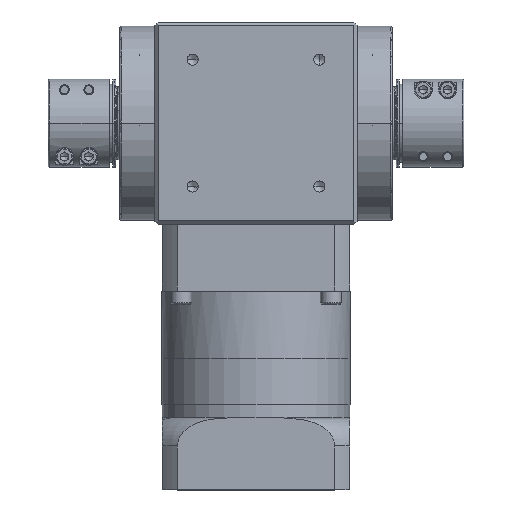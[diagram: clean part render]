
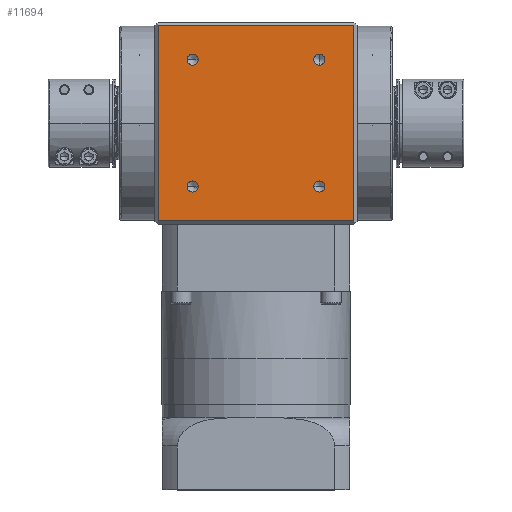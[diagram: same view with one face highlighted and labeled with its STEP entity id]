
A CAD part, top view. The second image highlights one B-rep face of the part: STEP entity #11694.
In plain terms, the highlighted planar face has unit normal (0, 0, 1).
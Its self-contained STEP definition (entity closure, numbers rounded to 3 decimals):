
#115 = ORIENTED_EDGE ( 'NONE', *, *, #33315, .F. ) ;
#223 = EDGE_LOOP ( 'NONE', ( #39041, #10533 ) ) ;
#363 = DIRECTION ( 'NONE',  ( -1., 0., 0. ) ) ;
#412 = CIRCLE ( 'NONE', #29430, 3.4 ) ;
#799 = LINE ( 'NONE', #28682, #8205 ) ;
#1247 = FACE_OUTER_BOUND ( 'NONE', #33997, .T. ) ;
#1251 = EDGE_LOOP ( 'NONE', ( #115, #2034 ) ) ;
#1284 = EDGE_LOOP ( 'NONE', ( #13192, #19365 ) ) ;
#1464 = EDGE_CURVE ( 'NONE', #35523, #20868, #6134, .T. ) ;
#2023 = LINE ( 'NONE', #10568, #33720 ) ;
#2034 = ORIENTED_EDGE ( 'NONE', *, *, #9526, .F. ) ;
#2530 = DIRECTION ( 'NONE',  ( 0., 0., 1. ) ) ;
#3086 = DIRECTION ( 'NONE',  ( 1., 0., 0. ) ) ;
#4091 = CARTESIAN_POINT ( 'NONE',  ( -38.891, 238.591, 62. ) ) ;
#4512 = DIRECTION ( 'NONE',  ( 0., 1., 0. ) ) ;
#4713 = ORIENTED_EDGE ( 'NONE', *, *, #17778, .F. ) ;
#6134 = CIRCLE ( 'NONE', #17346, 3.4 ) ;
#6227 = VERTEX_POINT ( 'NONE', #37965 ) ;
#6512 = AXIS2_PLACEMENT_3D ( 'NONE', #31605, #12671, #34814 ) ;
#6544 = VERTEX_POINT ( 'NONE', #26581 ) ;
#6739 = VERTEX_POINT ( 'NONE', #31111 ) ;
#7241 = CARTESIAN_POINT ( 'NONE',  ( -38.891, 235.191, 62. ) ) ;
#8155 = DIRECTION ( 'NONE',  ( 0., 0., 1. ) ) ;
#8205 = VECTOR ( 'NONE', #363, 1000. ) ;
#8635 = DIRECTION ( 'NONE',  ( 0., 0., 1. ) ) ;
#9526 = EDGE_CURVE ( 'NONE', #6544, #6227, #16293, .T. ) ;
#9567 = CARTESIAN_POINT ( 'NONE',  ( -38.891, 231.791, 62. ) ) ;
#9655 = FACE_BOUND ( 'NONE', #223, .T. ) ;
#9746 = AXIS2_PLACEMENT_3D ( 'NONE', #27098, #8155, #30275 ) ;
#10403 = DIRECTION ( 'NONE',  ( 0., -1., 0. ) ) ;
#10533 = ORIENTED_EDGE ( 'NONE', *, *, #38155, .F. ) ;
#10568 = CARTESIAN_POINT ( 'NONE',  ( 59.887, 0., 62. ) ) ;
#11409 = CARTESIAN_POINT ( 'NONE',  ( -38.891, 157.409, 62. ) ) ;
#11694 = ADVANCED_FACE ( 'NONE', ( #26493, #18085, #34923, #9655, #1247 ), #20516, .F. ) ;
#12148 = DIRECTION ( 'NONE',  ( 0., 0., 1. ) ) ;
#12455 = ORIENTED_EDGE ( 'NONE', *, *, #1464, .F. ) ;
#12671 = DIRECTION ( 'NONE',  ( 0., 0., 1. ) ) ;
#12885 = VERTEX_POINT ( 'NONE', #26074 ) ;
#13192 = ORIENTED_EDGE ( 'NONE', *, *, #14146, .F. ) ;
#14146 = EDGE_CURVE ( 'NONE', #6739, #16429, #22877, .T. ) ;
#14306 = DIRECTION ( 'NONE',  ( 0., 0., -1. ) ) ;
#14553 = EDGE_CURVE ( 'NONE', #16429, #6739, #32248, .T. ) ;
#14589 = DIRECTION ( 'NONE',  ( 0., 0., 1. ) ) ;
#14619 = DIRECTION ( 'NONE',  ( 0., -1., 0. ) ) ;
#15788 = LINE ( 'NONE', #22036, #23197 ) ;
#16146 = EDGE_CURVE ( 'NONE', #25783, #37176, #15788, .T. ) ;
#16293 = CIRCLE ( 'NONE', #39481, 3.4 ) ;
#16429 = VERTEX_POINT ( 'NONE', #24514 ) ;
#17346 = AXIS2_PLACEMENT_3D ( 'NONE', #7241, #29363, #10403 ) ;
#17774 = CIRCLE ( 'NONE', #39477, 3.4 ) ;
#17778 = EDGE_CURVE ( 'NONE', #38614, #12885, #799, .T. ) ;
#18085 = FACE_BOUND ( 'NONE', #1284, .T. ) ;
#18165 = ORIENTED_EDGE ( 'NONE', *, *, #16146, .F. ) ;
#19133 = VERTEX_POINT ( 'NONE', #20985 ) ;
#19365 = ORIENTED_EDGE ( 'NONE', *, *, #14553, .F. ) ;
#20516 = PLANE ( 'NONE',  #37194 ) ;
#20868 = VERTEX_POINT ( 'NONE', #4091 ) ;
#20985 = CARTESIAN_POINT ( 'NONE',  ( -38.891, 154.009, 62. ) ) ;
#21473 = CARTESIAN_POINT ( 'NONE',  ( 38.891, 157.409, 62. ) ) ;
#22036 = CARTESIAN_POINT ( 'NONE',  ( -75., 256.3, 62. ) ) ;
#22877 = CIRCLE ( 'NONE', #6512, 3.4 ) ;
#23197 = VECTOR ( 'NONE', #3086, 1000. ) ;
#23449 = CIRCLE ( 'NONE', #33153, 3.4 ) ;
#24123 = VECTOR ( 'NONE', #4512, 1000. ) ;
#24291 = EDGE_CURVE ( 'NONE', #12885, #25783, #40970, .T. ) ;
#24514 = CARTESIAN_POINT ( 'NONE',  ( 38.891, 238.591, 62. ) ) ;
#24651 = DIRECTION ( 'NONE',  ( 0., -1., 0. ) ) ;
#25783 = VERTEX_POINT ( 'NONE', #32896 ) ;
#26074 = CARTESIAN_POINT ( 'NONE',  ( -59.887, 136.3, 62. ) ) ;
#26493 = FACE_BOUND ( 'NONE', #36970, .T. ) ;
#26581 = CARTESIAN_POINT ( 'NONE',  ( 38.891, 160.809, 62. ) ) ;
#27098 = CARTESIAN_POINT ( 'NONE',  ( 38.891, 157.409, 62. ) ) ;
#27578 = CARTESIAN_POINT ( 'NONE',  ( -38.891, 157.409, 62. ) ) ;
#28125 = EDGE_CURVE ( 'NONE', #19133, #29128, #412, .T. ) ;
#28682 = CARTESIAN_POINT ( 'NONE',  ( -75., 136.3, 62. ) ) ;
#29051 = AXIS2_PLACEMENT_3D ( 'NONE', #33540, #14589, #36733 ) ;
#29128 = VERTEX_POINT ( 'NONE', #34064 ) ;
#29363 = DIRECTION ( 'NONE',  ( 0., 0., 1. ) ) ;
#29430 = AXIS2_PLACEMENT_3D ( 'NONE', #27578, #8635, #30754 ) ;
#29499 = DIRECTION ( 'NONE',  ( 0., -1., 0. ) ) ;
#29949 = ORIENTED_EDGE ( 'NONE', *, *, #33481, .F. ) ;
#30275 = DIRECTION ( 'NONE',  ( 0., -1., 0. ) ) ;
#30754 = DIRECTION ( 'NONE',  ( 0., -1., 0. ) ) ;
#30921 = CARTESIAN_POINT ( 'NONE',  ( 59.887, 136.3, 62. ) ) ;
#31082 = CARTESIAN_POINT ( 'NONE',  ( -38.891, 235.191, 62. ) ) ;
#31111 = CARTESIAN_POINT ( 'NONE',  ( 38.891, 231.791, 62. ) ) ;
#31148 = CIRCLE ( 'NONE', #9746, 3.4 ) ;
#31605 = CARTESIAN_POINT ( 'NONE',  ( 38.891, 235.191, 62. ) ) ;
#32248 = CIRCLE ( 'NONE', #29051, 3.4 ) ;
#32502 = EDGE_CURVE ( 'NONE', #37176, #38614, #2023, .T. ) ;
#32896 = CARTESIAN_POINT ( 'NONE',  ( -59.887, 256.3, 62. ) ) ;
#33153 = AXIS2_PLACEMENT_3D ( 'NONE', #11409, #33567, #14619 ) ;
#33264 = CARTESIAN_POINT ( 'NONE',  ( -75., 258.3, 62. ) ) ;
#33315 = EDGE_CURVE ( 'NONE', #6227, #6544, #31148, .T. ) ;
#33481 = EDGE_CURVE ( 'NONE', #20868, #35523, #17774, .T. ) ;
#33540 = CARTESIAN_POINT ( 'NONE',  ( 38.891, 235.191, 62. ) ) ;
#33567 = DIRECTION ( 'NONE',  ( 0., 0., 1. ) ) ;
#33720 = VECTOR ( 'NONE', #29499, 1000. ) ;
#33918 = CARTESIAN_POINT ( 'NONE',  ( 59.887, 256.3, 62. ) ) ;
#33997 = EDGE_LOOP ( 'NONE', ( #35547, #18165, #36030, #4713 ) ) ;
#34064 = CARTESIAN_POINT ( 'NONE',  ( -38.891, 160.809, 62. ) ) ;
#34299 = DIRECTION ( 'NONE',  ( 0., -1., 0. ) ) ;
#34814 = DIRECTION ( 'NONE',  ( 0., -1., 0. ) ) ;
#34923 = FACE_BOUND ( 'NONE', #1251, .T. ) ;
#35523 = VERTEX_POINT ( 'NONE', #9567 ) ;
#35547 = ORIENTED_EDGE ( 'NONE', *, *, #32502, .F. ) ;
#36030 = ORIENTED_EDGE ( 'NONE', *, *, #24291, .F. ) ;
#36069 = CARTESIAN_POINT ( 'NONE',  ( -59.887, 0., 62. ) ) ;
#36439 = DIRECTION ( 'NONE',  ( 0., 1., 0. ) ) ;
#36733 = DIRECTION ( 'NONE',  ( 0., -1., 0. ) ) ;
#36970 = EDGE_LOOP ( 'NONE', ( #12455, #29949 ) ) ;
#37176 = VERTEX_POINT ( 'NONE', #33918 ) ;
#37194 = AXIS2_PLACEMENT_3D ( 'NONE', #33264, #14306, #36439 ) ;
#37965 = CARTESIAN_POINT ( 'NONE',  ( 38.891, 154.009, 62. ) ) ;
#38155 = EDGE_CURVE ( 'NONE', #29128, #19133, #23449, .T. ) ;
#38614 = VERTEX_POINT ( 'NONE', #30921 ) ;
#39041 = ORIENTED_EDGE ( 'NONE', *, *, #28125, .F. ) ;
#39477 = AXIS2_PLACEMENT_3D ( 'NONE', #31082, #12148, #34299 ) ;
#39481 = AXIS2_PLACEMENT_3D ( 'NONE', #21473, #2530, #24651 ) ;
#40970 = LINE ( 'NONE', #36069, #24123 ) ;
